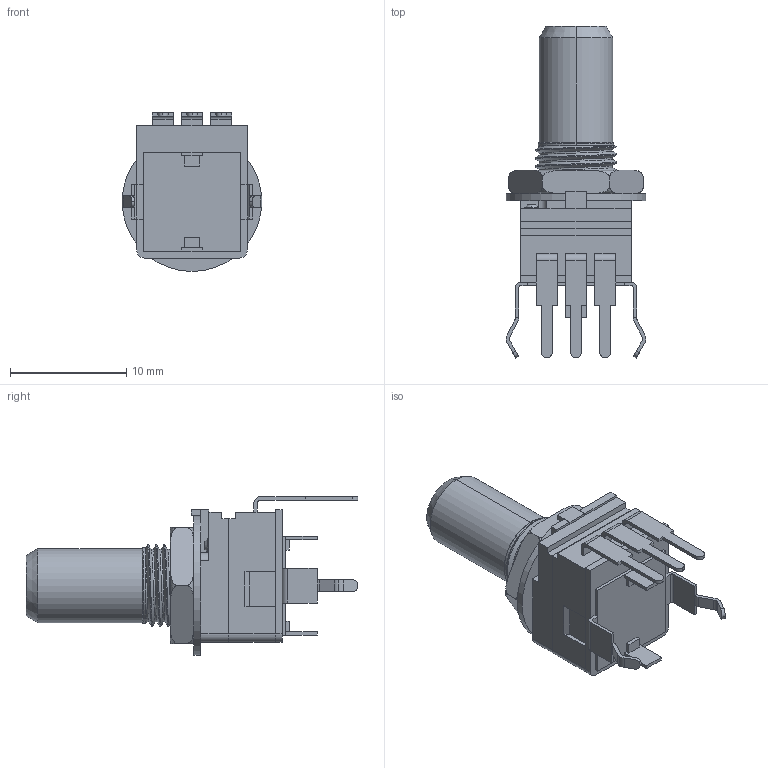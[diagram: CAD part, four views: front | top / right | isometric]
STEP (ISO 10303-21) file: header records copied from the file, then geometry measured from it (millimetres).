
FILE_DESCRIPTION (( 'STEP AP214' ), '1' );
FILE_NAME ('RD901F-40-15R1-B100K-00DL1.STEP', '2023-11-13T23:43:28', ( '' ), ( '' ), 'SwSTEP 2.0', 'SolidWorks 2021', '' );
FILE_SCHEMA (( 'AUTOMOTIVE_DESIGN' ));
Length unit declared in the file: millimetre
Products named in the file (1): RD901F-40-15R1-B100K-00DL1
Bounding box: 12 x 28.5 x 13.65 mm (x, y, z)
Volume: 1388.3 mm3; surface area: 1964.4 mm2
Topology: 14 solids, 14 shells, 248 faces, 626 edges, 409 vertices
Faces by surface type: plane 154, cylinder 69, torus 16, cone 6, bspline 3
Entity records: 10359 total; most frequent: CARTESIAN_POINT 4252, ORIENTED_EDGE 1252, DIRECTION 1192, EDGE_CURVE 626, VECTOR 426, LINE 426, VERTEX_POINT 409, AXIS2_PLACEMENT_3D 383
